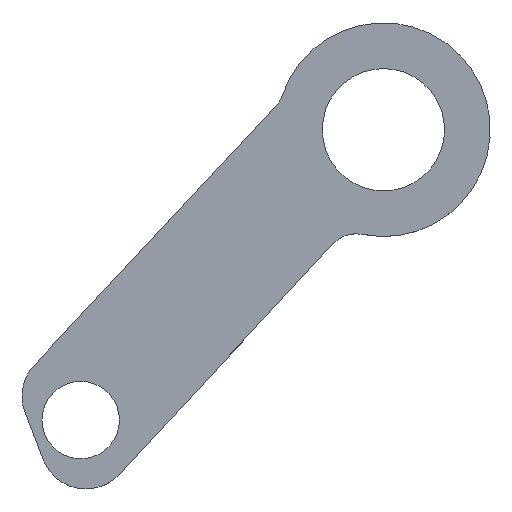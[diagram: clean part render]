
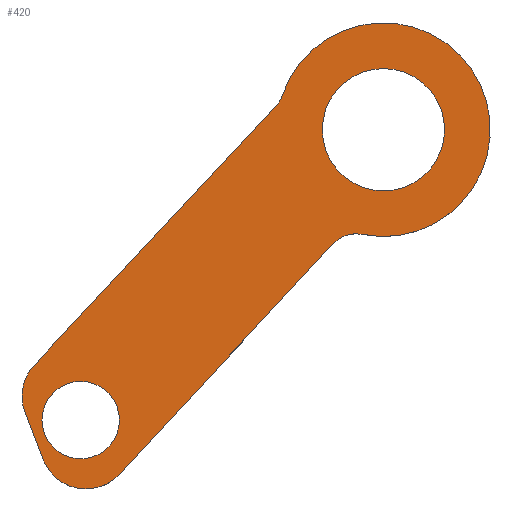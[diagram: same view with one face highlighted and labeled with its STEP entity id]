
A CAD part, top view. The second image highlights one B-rep face of the part: STEP entity #420.
In plain terms, the highlighted planar face has unit normal (0, 0, 1).
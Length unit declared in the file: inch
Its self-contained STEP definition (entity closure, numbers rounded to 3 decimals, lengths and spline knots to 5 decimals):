
#3 = VERTEX_POINT ( 'NONE', #304 ) ;
#10 = CARTESIAN_POINT ( 'NONE',  ( -0.4053, -0.51441, 0.032 ) ) ;
#15 = CARTESIAN_POINT ( 'NONE',  ( -0.40779, -0.34418, 0.032 ) ) ;
#23 = CARTESIAN_POINT ( 'NONE',  ( -0.13301, 0.03677, 0.032 ) ) ;
#26 = CIRCLE ( 'NONE', #418, 0.059 ) ;
#30 = EDGE_CURVE ( 'NONE', #405, #365, #116, .T. ) ;
#33 = CARTESIAN_POINT ( 'NONE',  ( 0., 0., 0.032 ) ) ;
#38 = EDGE_CURVE ( 'NONE', #371, #201, #142, .T. ) ;
#39 = CARTESIAN_POINT ( 'NONE',  ( -0.45093, -0.30393, 0.032 ) ) ;
#53 = AXIS2_PLACEMENT_3D ( 'NONE', #345, #305, #184 ) ;
#56 = ORIENTED_EDGE ( 'NONE', *, *, #487, .F. ) ;
#62 = VECTOR ( 'NONE', #315, 39.37008 ) ;
#70 = ORIENTED_EDGE ( 'NONE', *, *, #167, .T. ) ;
#77 = CARTESIAN_POINT ( 'NONE',  ( -0.079, 0., 0.032 ) ) ;
#92 = ORIENTED_EDGE ( 'NONE', *, *, #308, .T. ) ;
#93 = VERTEX_POINT ( 'NONE', #230 ) ;
#94 = AXIS2_PLACEMENT_3D ( 'NONE', #391, #387, #144 ) ;
#95 = FACE_BOUND ( 'NONE', #235, .T. ) ;
#103 = CARTESIAN_POINT ( 'NONE',  ( -0.02761, -0.13521, 0.032 ) ) ;
#105 = VERTEX_POINT ( 'NONE', #433 ) ;
#107 = CARTESIAN_POINT ( 'NONE',  ( -0.049, -0.13, 0.032 ) ) ;
#109 = AXIS2_PLACEMENT_3D ( 'NONE', #490, #131, #374 ) ;
#115 = CARTESIAN_POINT ( 'NONE',  ( -0.40779, -0.34418, 0.032 ) ) ;
#116 = CIRCLE ( 'NONE', #109, 0.05 ) ;
#126 = CIRCLE ( 'NONE', #53, 0.05 ) ;
#131 = DIRECTION ( 'NONE',  ( 0., 0., 1. ) ) ;
#141 = FACE_OUTER_BOUND ( 'NONE', #442, .T. ) ;
#142 = CIRCLE ( 'NONE', #467, 0.059 ) ;
#143 = ORIENTED_EDGE ( 'NONE', *, *, #30, .F. ) ;
#144 = DIRECTION ( 'NONE',  ( 1., 0., 0. ) ) ;
#151 = CIRCLE ( 'NONE', #223, 0.079 ) ;
#158 = AXIS2_PLACEMENT_3D ( 'NONE', #500, #175, #496 ) ;
#160 = DIRECTION ( 'NONE',  ( 1., 0., 0. ) ) ;
#161 = ORIENTED_EDGE ( 'NONE', *, *, #38, .T. ) ;
#162 = CARTESIAN_POINT ( 'NONE',  ( -0.13926, 0.03008, 0.032 ) ) ;
#164 = DIRECTION ( 'NONE',  ( 0., 0., 1. ) ) ;
#166 = ORIENTED_EDGE ( 'NONE', *, *, #258, .T. ) ;
#167 = EDGE_CURVE ( 'NONE', #3, #93, #26, .T. ) ;
#175 = DIRECTION ( 'NONE',  ( 0., 0., 1. ) ) ;
#179 = DIRECTION ( 'NONE',  ( 1., 0., 0. ) ) ;
#181 = DIRECTION ( 'NONE',  ( -0.682, -0.731, 0. ) ) ;
#183 = AXIS2_PLACEMENT_3D ( 'NONE', #15, #298, #179 ) ;
#184 = DIRECTION ( 'NONE',  ( 1., 0., 0. ) ) ;
#192 = AXIS2_PLACEMENT_3D ( 'NONE', #396, #164, #160 ) ;
#194 = ORIENTED_EDGE ( 'NONE', *, *, #514, .F. ) ;
#201 = VERTEX_POINT ( 'NONE', #282 ) ;
#206 = DIRECTION ( 'NONE',  ( 0., 0., 1. ) ) ;
#211 = VERTEX_POINT ( 'NONE', #434 ) ;
#213 = ORIENTED_EDGE ( 'NONE', *, *, #353, .T. ) ;
#220 = ORIENTED_EDGE ( 'NONE', *, *, #508, .T. ) ;
#221 = CIRCLE ( 'NONE', #192, 0.138 ) ;
#223 = AXIS2_PLACEMENT_3D ( 'NONE', #33, #270, #464 ) ;
#225 = CARTESIAN_POINT ( 'NONE',  ( 0., 0., 0.032 ) ) ;
#228 = LINE ( 'NONE', #107, #62 ) ;
#230 = CARTESIAN_POINT ( 'NONE',  ( -0.46283, -0.36543, 0.032 ) ) ;
#235 = EDGE_LOOP ( 'NONE', ( #283, #56 ) ) ;
#242 = VERTEX_POINT ( 'NONE', #77 ) ;
#251 = VERTEX_POINT ( 'NONE', #517 ) ;
#253 = CIRCLE ( 'NONE', #94, 0.04 ) ;
#258 = EDGE_CURVE ( 'NONE', #380, #105, #221, .T. ) ;
#270 = DIRECTION ( 'NONE',  ( 0., 0., 1. ) ) ;
#282 = CARTESIAN_POINT ( 'NONE',  ( -0.34104, -0.44508, 0.032 ) ) ;
#283 = ORIENTED_EDGE ( 'NONE', *, *, #498, .F. ) ;
#284 = VERTEX_POINT ( 'NONE', #39 ) ;
#291 = VERTEX_POINT ( 'NONE', #162 ) ;
#292 = CARTESIAN_POINT ( 'NONE',  ( -0.43935, -0.42623, 0.032 ) ) ;
#295 = VECTOR ( 'NONE', #478, 39.37008 ) ;
#298 = DIRECTION ( 'NONE',  ( 0., 0., 1. ) ) ;
#303 = DIRECTION ( 'NONE',  ( 0., 0., -1. ) ) ;
#304 = CARTESIAN_POINT ( 'NONE',  ( -0.46679, -0.34418, 0.032 ) ) ;
#305 = DIRECTION ( 'NONE',  ( 0., 0., 1. ) ) ;
#308 = EDGE_CURVE ( 'NONE', #93, #371, #322, .T. ) ;
#313 = AXIS2_PLACEMENT_3D ( 'NONE', #225, #505, #429 ) ;
#315 = DIRECTION ( 'NONE',  ( 0.68, 0.733, 0. ) ) ;
#322 = LINE ( 'NONE', #10, #295 ) ;
#323 = ORIENTED_EDGE ( 'NONE', *, *, #450, .T. ) ;
#326 = DIRECTION ( 'NONE',  ( 1., 0., 0. ) ) ;
#333 = ORIENTED_EDGE ( 'NONE', *, *, #480, .T. ) ;
#335 = CARTESIAN_POINT ( 'NONE',  ( -0.38431, -0.40497, 0.032 ) ) ;
#340 = CARTESIAN_POINT ( 'NONE',  ( -0.341, -0.375, 0.032 ) ) ;
#345 = CARTESIAN_POINT ( 'NONE',  ( -0.391, -0.375, 0.032 ) ) ;
#353 = EDGE_CURVE ( 'NONE', #105, #291, #511, .T. ) ;
#358 = CIRCLE ( 'NONE', #313, 0.079 ) ;
#365 = VERTEX_POINT ( 'NONE', #448 ) ;
#371 = VERTEX_POINT ( 'NONE', #292 ) ;
#374 = DIRECTION ( 'NONE',  ( 1., 0., 0. ) ) ;
#380 = VERTEX_POINT ( 'NONE', #103 ) ;
#387 = DIRECTION ( 'NONE',  ( 0., 0., -1. ) ) ;
#391 = CARTESIAN_POINT ( 'NONE',  ( -0.03561, -0.1744, 0.032 ) ) ;
#396 = CARTESIAN_POINT ( 'NONE',  ( 0., 0., 0.032 ) ) ;
#405 = VERTEX_POINT ( 'NONE', #340 ) ;
#416 = PLANE ( 'NONE',  #158 ) ;
#418 = AXIS2_PLACEMENT_3D ( 'NONE', #115, #206, #326 ) ;
#419 = LINE ( 'NONE', #23, #474 ) ;
#420 = ADVANCED_FACE ( 'NONE', ( #95, #141, #494 ), #416, .T. ) ;
#429 = DIRECTION ( 'NONE',  ( 1., 0., 0. ) ) ;
#433 = CARTESIAN_POINT ( 'NONE',  ( -0.13064, 0.04447, 0.032 ) ) ;
#434 = CARTESIAN_POINT ( 'NONE',  ( 0.079, 0., 0.032 ) ) ;
#442 = EDGE_LOOP ( 'NONE', ( #166, #213, #463, #323, #70, #92, #161, #220, #333 ) ) ;
#447 = AXIS2_PLACEMENT_3D ( 'NONE', #491, #303, #462 ) ;
#448 = CARTESIAN_POINT ( 'NONE',  ( -0.441, -0.375, 0.032 ) ) ;
#449 = EDGE_LOOP ( 'NONE', ( #194, #143 ) ) ;
#450 = EDGE_CURVE ( 'NONE', #284, #3, #501, .T. ) ;
#455 = DIRECTION ( 'NONE',  ( 1., 0., 0. ) ) ;
#458 = EDGE_CURVE ( 'NONE', #291, #284, #419, .T. ) ;
#462 = DIRECTION ( 'NONE',  ( 1., 0., 0. ) ) ;
#463 = ORIENTED_EDGE ( 'NONE', *, *, #458, .T. ) ;
#464 = DIRECTION ( 'NONE',  ( 1., 0., 0. ) ) ;
#467 = AXIS2_PLACEMENT_3D ( 'NONE', #335, #492, #455 ) ;
#474 = VECTOR ( 'NONE', #181, 39.37008 ) ;
#478 = DIRECTION ( 'NONE',  ( 0.36, -0.933, 0. ) ) ;
#480 = EDGE_CURVE ( 'NONE', #251, #380, #253, .T. ) ;
#487 = EDGE_CURVE ( 'NONE', #211, #242, #358, .T. ) ;
#490 = CARTESIAN_POINT ( 'NONE',  ( -0.391, -0.375, 0.032 ) ) ;
#491 = CARTESIAN_POINT ( 'NONE',  ( -0.1685, 0.05737, 0.032 ) ) ;
#492 = DIRECTION ( 'NONE',  ( 0., 0., 1. ) ) ;
#494 = FACE_BOUND ( 'NONE', #449, .T. ) ;
#496 = DIRECTION ( 'NONE',  ( 1., 0., 0. ) ) ;
#498 = EDGE_CURVE ( 'NONE', #242, #211, #151, .T. ) ;
#500 = CARTESIAN_POINT ( 'NONE',  ( 0., 0., 0.032 ) ) ;
#501 = CIRCLE ( 'NONE', #183, 0.059 ) ;
#505 = DIRECTION ( 'NONE',  ( 0., 0., 1. ) ) ;
#508 = EDGE_CURVE ( 'NONE', #201, #251, #228, .T. ) ;
#511 = CIRCLE ( 'NONE', #447, 0.04 ) ;
#514 = EDGE_CURVE ( 'NONE', #365, #405, #126, .T. ) ;
#517 = CARTESIAN_POINT ( 'NONE',  ( -0.06495, -0.14721, 0.032 ) ) ;
